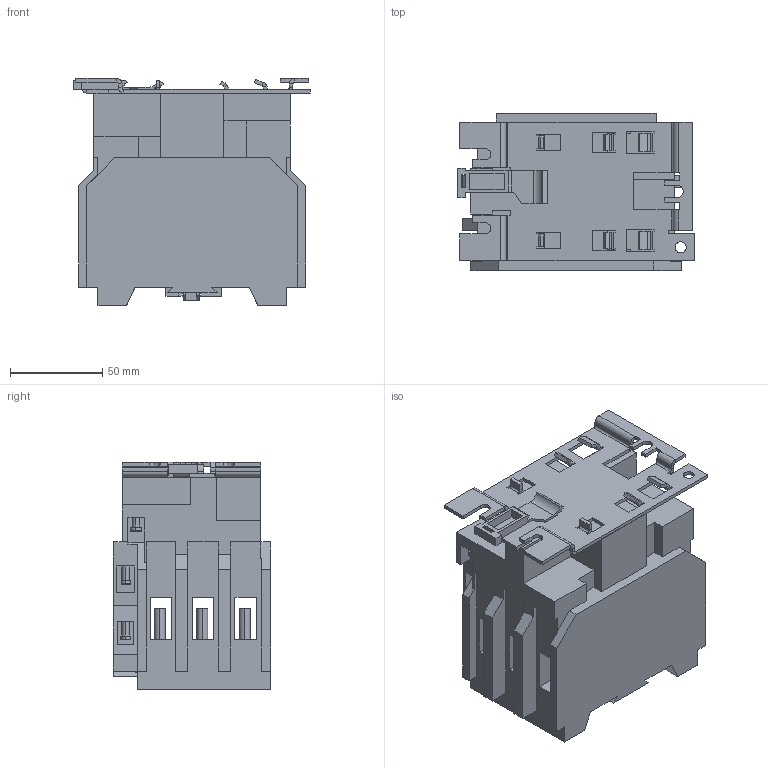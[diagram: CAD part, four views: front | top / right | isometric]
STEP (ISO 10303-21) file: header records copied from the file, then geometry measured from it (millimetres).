
FILE_DESCRIPTION (( 'STEP AP203' ), '1' );
FILE_NAME ('ﾊﾌﾝ-8011, 9511.STEP', '2018-03-05T12:38:17', ( '' ), ( '' ), 'SwSTEP 2.0', 'SolidWorks 2017', '' );
FILE_SCHEMA (( 'CONFIG_CONTROL_DESIGN' ));
Length unit declared in the file: millimetre
Products named in the file (1): ﾊﾌﾝ-8011, 9511
Bounding box: 128.22 x 85 x 123 mm (x, y, z)
Volume: 760031.6 mm3; surface area: 121208.7 mm2
Topology: 7 solids, 7 shells, 732 faces, 1902 edges, 1208 vertices
Faces by surface type: plane 612, cylinder 106, torus 14
Entity records: 22083 total; most frequent: CARTESIAN_POINT 3879, ORIENTED_EDGE 3804, DIRECTION 3620, EDGE_CURVE 1902, LINE 1626, VECTOR 1626, VERTEX_POINT 1208, AXIS2_PLACEMENT_3D 997
